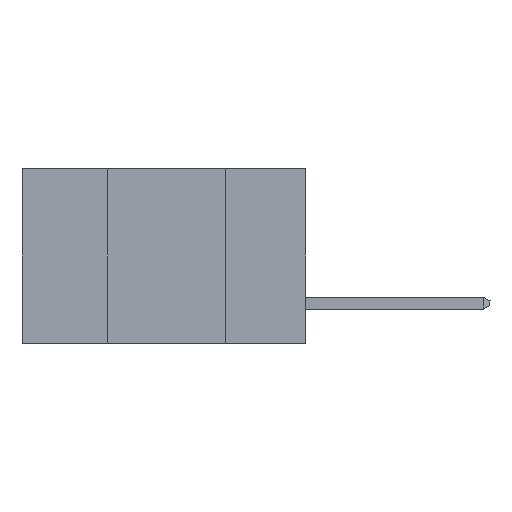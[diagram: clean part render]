
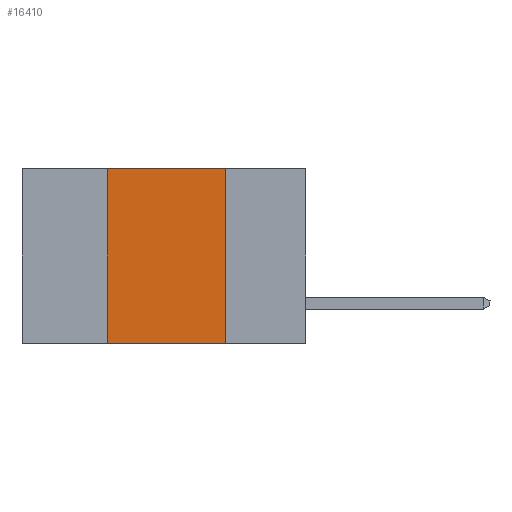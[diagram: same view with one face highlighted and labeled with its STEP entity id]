
A CAD part, left-side view. The second image highlights one B-rep face of the part: STEP entity #16410.
In plain terms, the highlighted planar face has unit normal (-1, 0, 0).
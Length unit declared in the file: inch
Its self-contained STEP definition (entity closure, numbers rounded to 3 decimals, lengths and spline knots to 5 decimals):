
#959 = DIRECTION ( 'NONE',  ( 0., 0., -1. ) ) ;
#1144 = DIRECTION ( 'NONE',  ( 0., -1., 0. ) ) ;
#1802 = PLANE ( 'NONE',  #5979 ) ;
#1871 = DIRECTION ( 'NONE',  ( 0., -1., 0. ) ) ;
#1908 = CARTESIAN_POINT ( 'NONE',  ( 0., 0.6, 0. ) ) ;
#2299 = CARTESIAN_POINT ( 'NONE',  ( 0., 0.42, -0.37 ) ) ;
#2417 = EDGE_CURVE ( 'NONE', #2812, #18629, #17777, .T. ) ;
#2812 = VERTEX_POINT ( 'NONE', #20397 ) ;
#2937 = CARTESIAN_POINT ( 'NONE',  ( 0., 0.17, -0.37 ) ) ;
#2983 = ORIENTED_EDGE ( 'NONE', *, *, #13182, .F. ) ;
#3013 = LINE ( 'NONE', #19932, #10134 ) ;
#4999 = FACE_OUTER_BOUND ( 'NONE', #13884, .T. ) ;
#5979 = AXIS2_PLACEMENT_3D ( 'NONE', #1908, #20169, #8520 ) ;
#7765 = CARTESIAN_POINT ( 'NONE',  ( 0., 0.42, 0. ) ) ;
#8520 = DIRECTION ( 'NONE',  ( 0., 0., -1. ) ) ;
#8789 = CARTESIAN_POINT ( 'NONE',  ( 0., 0.17, -0.37 ) ) ;
#9712 = CARTESIAN_POINT ( 'NONE',  ( 0., 0.6, -0.37 ) ) ;
#9857 = VERTEX_POINT ( 'NONE', #7765 ) ;
#10134 = VECTOR ( 'NONE', #15093, 39.37008 ) ;
#10541 = VERTEX_POINT ( 'NONE', #2299 ) ;
#10702 = ORIENTED_EDGE ( 'NONE', *, *, #13064, .T. ) ;
#11777 = LINE ( 'NONE', #18590, #19933 ) ;
#13064 = EDGE_CURVE ( 'NONE', #10541, #18629, #13522, .T. ) ;
#13182 = EDGE_CURVE ( 'NONE', #9857, #2812, #11777, .T. ) ;
#13522 = LINE ( 'NONE', #9712, #17820 ) ;
#13884 = EDGE_LOOP ( 'NONE', ( #20380, #2983, #14723, #10702 ) ) ;
#14468 = EDGE_CURVE ( 'NONE', #10541, #9857, #3013, .T. ) ;
#14723 = ORIENTED_EDGE ( 'NONE', *, *, #14468, .F. ) ;
#15093 = DIRECTION ( 'NONE',  ( 0., 0., 1. ) ) ;
#15246 = VECTOR ( 'NONE', #959, 39.37008 ) ;
#16410 = ADVANCED_FACE ( 'NONE', ( #4999 ), #1802, .F. ) ;
#17777 = LINE ( 'NONE', #2937, #15246 ) ;
#17820 = VECTOR ( 'NONE', #1871, 39.37008 ) ;
#18590 = CARTESIAN_POINT ( 'NONE',  ( 0., 0.6, 0. ) ) ;
#18629 = VERTEX_POINT ( 'NONE', #8789 ) ;
#19932 = CARTESIAN_POINT ( 'NONE',  ( 0., 0.42, -0.37 ) ) ;
#19933 = VECTOR ( 'NONE', #1144, 39.37008 ) ;
#20169 = DIRECTION ( 'NONE',  ( 1., 0., 0. ) ) ;
#20380 = ORIENTED_EDGE ( 'NONE', *, *, #2417, .F. ) ;
#20397 = CARTESIAN_POINT ( 'NONE',  ( 0., 0.17, 0. ) ) ;
